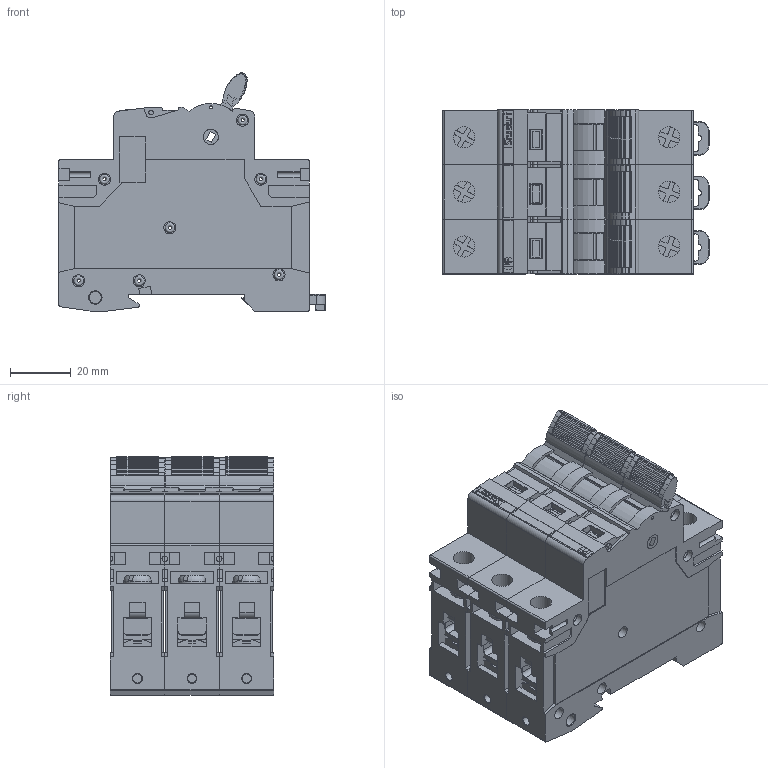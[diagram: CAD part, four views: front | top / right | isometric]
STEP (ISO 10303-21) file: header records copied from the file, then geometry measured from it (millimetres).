
FILE_DESCRIPTION(('STEP AP242'), '1');
FILE_NAME('3-õ ïîëþñíèé Standart', '', ('UNSPECIFIED'), ('UNSPECIFIED'), 'C3D Converter', 'C3D Toolkit', '');
FILE_SCHEMA(('AP242_MANAGED_MODEL_BASED_3D_ENGINEERING_MIM_LF { 1 0 10303 442 1 1 4 }'));
Length unit declared in the file: millimetre
Products named in the file (12): Корпус 1-ин полюс
Assembly tree (29 placements, depth 3):
  (unnamed)
    (unnamed)  x3
      Корпус 1-ин полюс
      (unnamed)
      (unnamed)
      (unnamed)
      (unnamed)
      (unnamed)
      (unnamed)
    (unnamed)
    (unnamed)
    (unnamed)
    (unnamed)
Bounding box: 87.8 x 54.01 x 78.61 mm (x, y, z)
Volume: 237735.1 mm3; surface area: 88633.4 mm2
Topology: 69 solids, 78 shells, 3691 faces, 9103 edges, 5423 vertices
Faces by surface type: plane 1689, cylinder 1243, torus 326, sphere 165, extrusion 160, bspline 102, cone 6
Full cylindrical faces by diameter (mm): 1 x6, 1.125 x40, 1.2 x40, 1.5 x6, 2 x21, 3 x9, 3.5 x6, 4 x57, 5 x21, 7 x6, 9 x6
Entity records: 38870 total; most frequent: CARTESIAN_POINT 9937, ORIENTED_EDGE 5825, DIRECTION 5425, EDGE_CURVE 2914, VECTOR 1943, VERTEX_POINT 1861, LINE 1783, AXIS2_PLACEMENT_3D 1741
